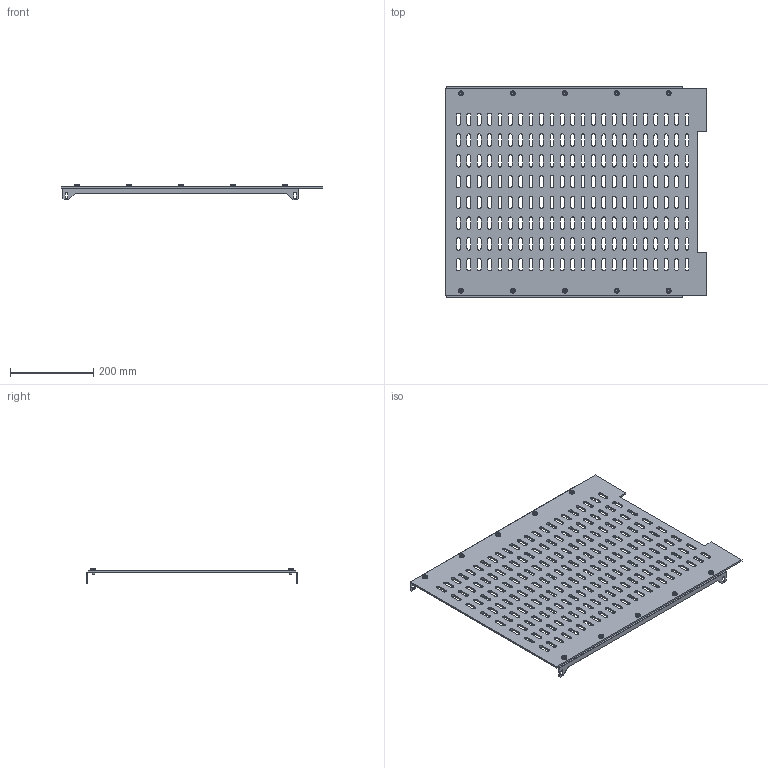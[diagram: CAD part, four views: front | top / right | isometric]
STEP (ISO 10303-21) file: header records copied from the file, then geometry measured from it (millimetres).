
FILE_DESCRIPTION (( 'STEP AP214' ), '1' );
FILE_NAME ('FO-00-3BDW-060-060 FORMAT Ê-ò ñåêö. 3b ARMAT ACB D âûêàò. 3P 600õ600 IEK.STEP', '2024-06-26T11:10:00', ( '' ), ( '' ), 'SwSTEP 2.0', 'SolidWorks 2022', '' );
FILE_SCHEMA (( 'AUTOMOTIVE_DESIGN' ));
Length unit declared in the file: millimetre
Products named in the file (1): FO-00-3BDW-060-060 FORMAT К-т секц. 3b ARMAT ACB D выкат. 3P 600х600 IEK
Bounding box: 630 x 508 x 37 mm (x, y, z)
Volume: 1118945.5 mm3; surface area: 682688.4 mm2
Topology: 13 solids, 13 shells, 1156 faces, 3250 edges, 2140 vertices
Faces by surface type: cylinder 610, plane 466, cone 40, torus 40
Entity records: 51404 total; most frequent: DIRECTION 6904, CARTESIAN_POINT 6547, ORIENTED_EDGE 6500, EDGE_CURVE 3250, AXIS2_PLACEMENT_3D 2497, VERTEX_POINT 2140, LINE 1910, VECTOR 1910
